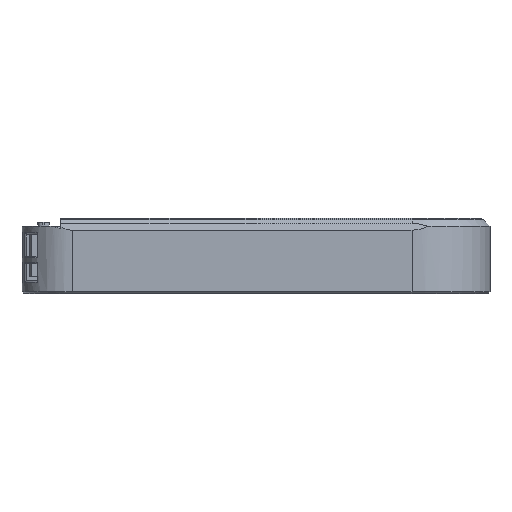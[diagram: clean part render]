
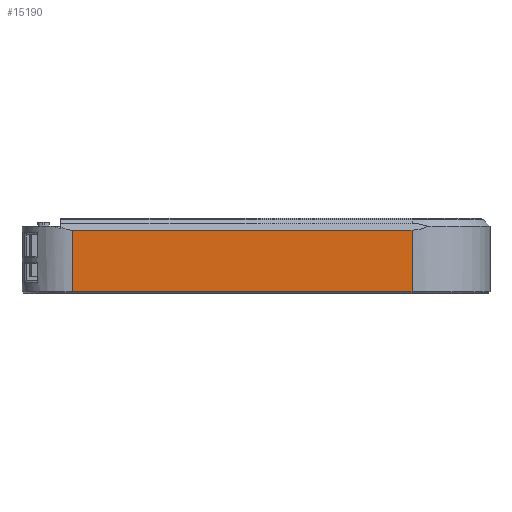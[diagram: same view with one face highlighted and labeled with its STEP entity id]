
A CAD part, left-side view. The second image highlights one B-rep face of the part: STEP entity #15190.
In plain terms, the highlighted planar face has unit normal (-1, 0, 0).
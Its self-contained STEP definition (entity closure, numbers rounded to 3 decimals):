
#680=PLANE('',#16170);
#1455=FACE_OUTER_BOUND('',#2301,.T.);
#2301=EDGE_LOOP('',(#13622,#13623,#13624,#13625));
#4019=LINE('',#23845,#5934);
#4205=LINE('',#24368,#6120);
#4215=LINE('',#24392,#6130);
#4216=LINE('',#24393,#6131);
#5934=VECTOR('',#19050,10.);
#6120=VECTOR('',#19608,10.);
#6130=VECTOR('',#19638,10.);
#6131=VECTOR('',#19639,10.);
#7817=VERTEX_POINT('',#23842);
#7818=VERTEX_POINT('',#23844);
#7859=VERTEX_POINT('',#24366);
#7863=VERTEX_POINT('',#24391);
#9669=EDGE_CURVE('',#7817,#7818,#4019,.T.);
#9901=EDGE_CURVE('',#7859,#7817,#4205,.T.);
#9913=EDGE_CURVE('',#7863,#7859,#4215,.T.);
#9914=EDGE_CURVE('',#7818,#7863,#4216,.T.);
#13622=ORIENTED_EDGE('',*,*,#9901,.F.);
#13623=ORIENTED_EDGE('',*,*,#9913,.F.);
#13624=ORIENTED_EDGE('',*,*,#9914,.F.);
#13625=ORIENTED_EDGE('',*,*,#9669,.F.);
#15190=ADVANCED_FACE('',(#1455),#680,.T.);
#16170=AXIS2_PLACEMENT_3D('',#24390,#19636,#19637);
#19050=DIRECTION('',(0.,0.,1.));
#19608=DIRECTION('',(0.,1.,0.));
#19636=DIRECTION('center_axis',(-1.,0.,0.));
#19637=DIRECTION('ref_axis',(0.,1.,0.));
#19638=DIRECTION('',(0.,0.,-1.));
#19639=DIRECTION('',(0.,-1.,0.));
#23842=CARTESIAN_POINT('',(-64.,57.,-1.55));
#23844=CARTESIAN_POINT('',(-64.,57.,14.3));
#23845=CARTESIAN_POINT('',(-64.,57.,0.));
#24366=CARTESIAN_POINT('',(-64.,-30.,-1.55));
#24368=CARTESIAN_POINT('',(-64.,-15.,-1.55));
#24390=CARTESIAN_POINT('Origin',(-64.,-30.,0.));
#24391=CARTESIAN_POINT('',(-64.,-30.,14.3));
#24392=CARTESIAN_POINT('',(-64.,-30.,0.));
#24393=CARTESIAN_POINT('',(-64.,-22.5,14.3));
